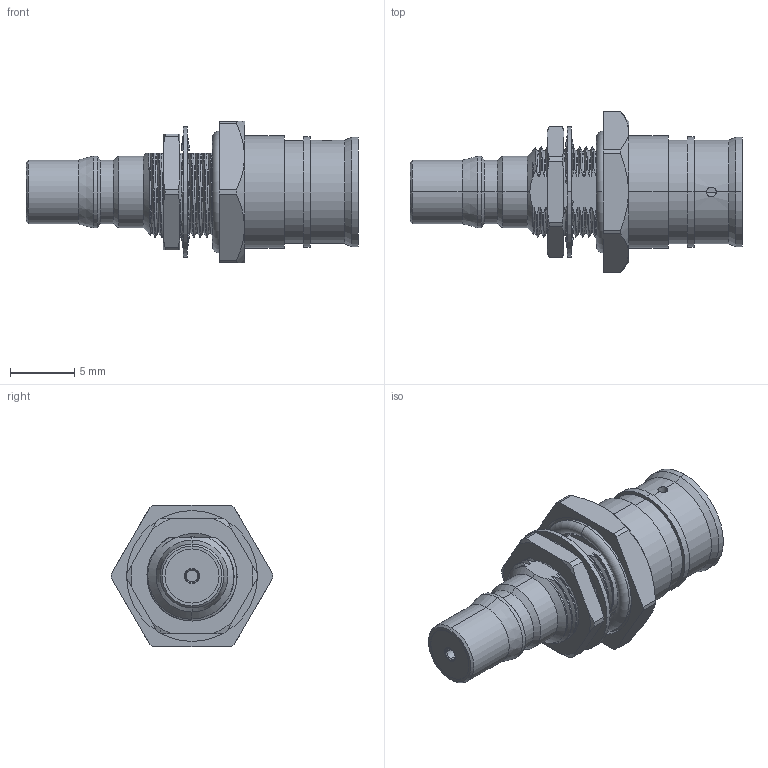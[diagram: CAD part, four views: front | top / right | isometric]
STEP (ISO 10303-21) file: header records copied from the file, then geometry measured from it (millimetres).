
FILE_DESCRIPTION (( 'STEP AP214' ), '1' );
FILE_NAME ('FMCN1725.step', '2021-01-28T21:32:12', ( '' ), ( '' ), 'SwSTEP 2.0', 'SolidWorks 2018', '' );
FILE_SCHEMA (( 'AUTOMOTIVE_DESIGN' ));
Length unit declared in the file: inch
Products named in the file (1): FMCN1725
Bounding box: 25.8 x 12.52 x 11 mm (x, y, z)
Volume: 934.3 mm3; surface area: 1324.6 mm2
Topology: 4 solids, 4 shells, 249 faces, 709 edges, 473 vertices
Faces by surface type: cylinder 89, bspline 77, cone 40, plane 39, torus 4
Entity records: 20770 total; most frequent: CARTESIAN_POINT 15015, ORIENTED_EDGE 1418, DIRECTION 910, EDGE_CURVE 709, VERTEX_POINT 473, AXIS2_PLACEMENT_3D 355, EDGE_LOOP 262, ADVANCED_FACE 249
